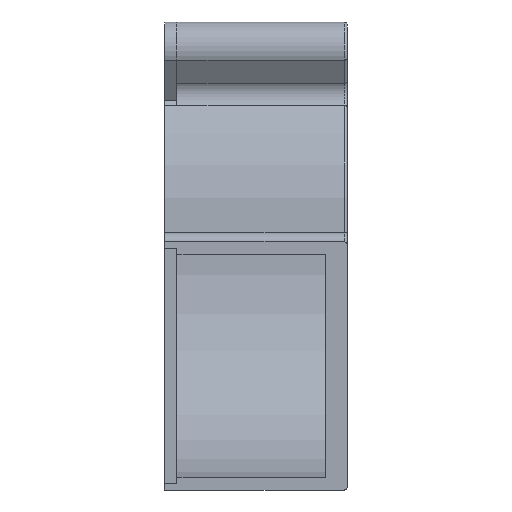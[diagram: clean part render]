
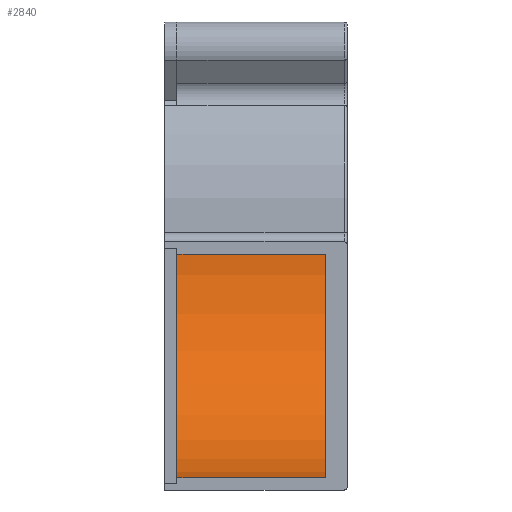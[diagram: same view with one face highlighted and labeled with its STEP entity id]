
A CAD part, left-side view. The second image highlights one B-rep face of the part: STEP entity #2840.
In plain terms, the highlighted cylindrical face has radius 37.92 mm (diameter 75.84 mm), a partial arc.
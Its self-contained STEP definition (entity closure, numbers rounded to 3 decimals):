
#631=CARTESIAN_POINT('',(-2.35,1.75,28.));
#632=DIRECTION('',(0.,0.,-1.));
#633=DIRECTION('',(0.064,0.998,0.));
#634=AXIS2_PLACEMENT_3D('',#631,#632,#633);
#636=CARTESIAN_POINT('',(-2.35,1.75,3.5));
#637=DIRECTION('',(0.,0.,1.));
#638=DIRECTION('',(0.998,-0.058,0.));
#639=AXIS2_PLACEMENT_3D('',#636,#637,#638);
#641=DIRECTION('',(0.,0.,1.));
#642=VECTOR('',#641,24.5);
#643=CARTESIAN_POINT('',(0.061,39.593,3.5));
#644=LINE('',#643,#642);
#655=DIRECTION('',(0.,0.,1.));
#656=VECTOR('',#655,24.5);
#657=CARTESIAN_POINT('',(35.507,-0.435,3.5));
#658=LINE('',#657,#656);
#1889=CARTESIAN_POINT('',(0.061,39.593,3.5));
#1891=VERTEX_POINT('',#1889);
#1892=CARTESIAN_POINT('',(35.507,-0.435,3.5));
#1893=VERTEX_POINT('',#1892);
#2116=CARTESIAN_POINT('',(0.061,39.593,28.));
#2117=VERTEX_POINT('',#2116);
#2118=CARTESIAN_POINT('',(35.507,-0.435,28.));
#2119=VERTEX_POINT('',#2118);
#2827=CARTESIAN_POINT('',(-2.35,1.75,0.));
#2828=DIRECTION('',(0.,0.,1.));
#2829=DIRECTION('',(1.,0.,0.));
#2830=AXIS2_PLACEMENT_3D('',#2827,#2828,#2829);
#2831=CYLINDRICAL_SURFACE('',#2830,37.92);
#2832=ORIENTED_EDGE('',*,*,#2759,.T.);
#2834=ORIENTED_EDGE('',*,*,#2833,.F.);
#2836=ORIENTED_EDGE('',*,*,#2835,.T.);
#2837=ORIENTED_EDGE('',*,*,#2818,.T.);
#2838=EDGE_LOOP('',(#2832,#2834,#2836,#2837));
#2839=FACE_OUTER_BOUND('',#2838,.F.);
#635=CIRCLE('',#634,37.92);
#640=CIRCLE('',#639,37.92);
#2759=EDGE_CURVE('',#2117,#2119,#635,.T.);
#2818=EDGE_CURVE('',#1891,#2117,#644,.T.);
#2833=EDGE_CURVE('',#1893,#2119,#658,.T.);
#2835=EDGE_CURVE('',#1893,#1891,#640,.T.);
#2840=ADVANCED_FACE('',(#2839),#2831,.F.);
